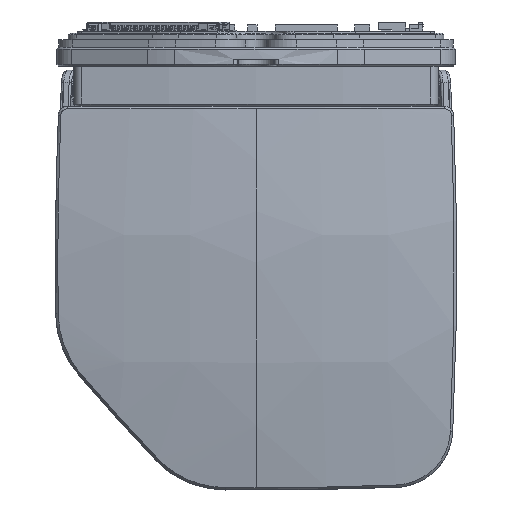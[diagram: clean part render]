
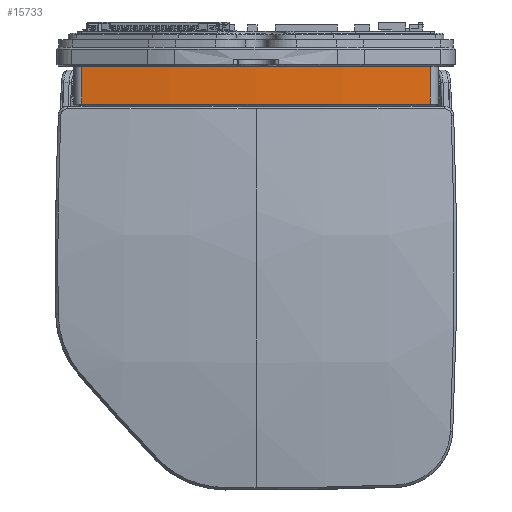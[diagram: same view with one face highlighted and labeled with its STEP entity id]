
A CAD part, front view. The second image highlights one B-rep face of the part: STEP entity #15733.
In plain terms, the highlighted cylindrical face has radius 123.999 mm (diameter 247.997 mm), a partial arc.
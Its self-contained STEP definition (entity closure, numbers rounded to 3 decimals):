
#1431 = DIRECTION ( 'NONE',  ( 0., 0., -1. ) ) ;
#7254 = CIRCLE ( 'NONE', #59771, 123.999 ) ;
#7512 = CARTESIAN_POINT ( 'NONE',  ( 18.348, -24.135, 20.7 ) ) ;
#8069 = DIRECTION ( 'NONE',  ( -1., 0., 0. ) ) ;
#11690 = FACE_OUTER_BOUND ( 'NONE', #71522, .T. ) ;
#12159 = DIRECTION ( 'NONE',  ( 0., 0., -1. ) ) ;
#15733 = ADVANCED_FACE ( 'NONE', ( #11690 ), #39928, .T. ) ;
#17314 = CARTESIAN_POINT ( 'NONE',  ( 18.348, -24.135, 16.7 ) ) ;
#19399 = CARTESIAN_POINT ( 'NONE',  ( -18.348, -24.135, 20.7 ) ) ;
#20532 = VERTEX_POINT ( 'NONE', #7512 ) ;
#20825 = VERTEX_POINT ( 'NONE', #17314 ) ;
#26267 = DIRECTION ( 'NONE',  ( -1., 0., 0. ) ) ;
#27502 = ORIENTED_EDGE ( 'NONE', *, *, #83611, .T. ) ;
#33013 = LINE ( 'NONE', #62144, #64883 ) ;
#35403 = DIRECTION ( 'NONE',  ( 1., 0., 0. ) ) ;
#36959 = CIRCLE ( 'NONE', #54984, 123.999 ) ;
#38113 = ORIENTED_EDGE ( 'NONE', *, *, #38410, .T. ) ;
#38410 = EDGE_CURVE ( 'NONE', #90000, #57941, #89094, .T. ) ;
#39928 = CYLINDRICAL_SURFACE ( 'NONE', #86055, 123.999 ) ;
#53177 = CARTESIAN_POINT ( 'NONE',  ( -18.348, -24.135, 16.7 ) ) ;
#53315 = CARTESIAN_POINT ( 'NONE',  ( -18.348, -24.135, 58.725 ) ) ;
#54016 = ORIENTED_EDGE ( 'NONE', *, *, #62513, .F. ) ;
#54153 = DIRECTION ( 'NONE',  ( 0., 0., 1. ) ) ;
#54984 = AXIS2_PLACEMENT_3D ( 'NONE', #65426, #1431, #8069 ) ;
#57941 = VERTEX_POINT ( 'NONE', #53177 ) ;
#59771 = AXIS2_PLACEMENT_3D ( 'NONE', #64071, #83856, #35403 ) ;
#62144 = CARTESIAN_POINT ( 'NONE',  ( 18.348, -24.135, 58.725 ) ) ;
#62513 = EDGE_CURVE ( 'NONE', #20825, #57941, #7254, .T. ) ;
#64071 = CARTESIAN_POINT ( 'NONE',  ( 0., 98.499, 16.7 ) ) ;
#64883 = VECTOR ( 'NONE', #54153, 1000. ) ;
#64943 = EDGE_CURVE ( 'NONE', #20825, #20532, #33013, .T. ) ;
#65426 = CARTESIAN_POINT ( 'NONE',  ( 0., 98.499, 20.7 ) ) ;
#68602 = CARTESIAN_POINT ( 'NONE',  ( 0., 98.499, 58.725 ) ) ;
#71522 = EDGE_LOOP ( 'NONE', ( #78033, #27502, #38113, #54016 ) ) ;
#78033 = ORIENTED_EDGE ( 'NONE', *, *, #64943, .T. ) ;
#82045 = DIRECTION ( 'NONE',  ( 0., 0., -1. ) ) ;
#82724 = VECTOR ( 'NONE', #82045, 1000. ) ;
#83611 = EDGE_CURVE ( 'NONE', #20532, #90000, #36959, .T. ) ;
#83856 = DIRECTION ( 'NONE',  ( 0., 0., -1. ) ) ;
#86055 = AXIS2_PLACEMENT_3D ( 'NONE', #68602, #12159, #26267 ) ;
#89094 = LINE ( 'NONE', #53315, #82724 ) ;
#90000 = VERTEX_POINT ( 'NONE', #19399 ) ;
